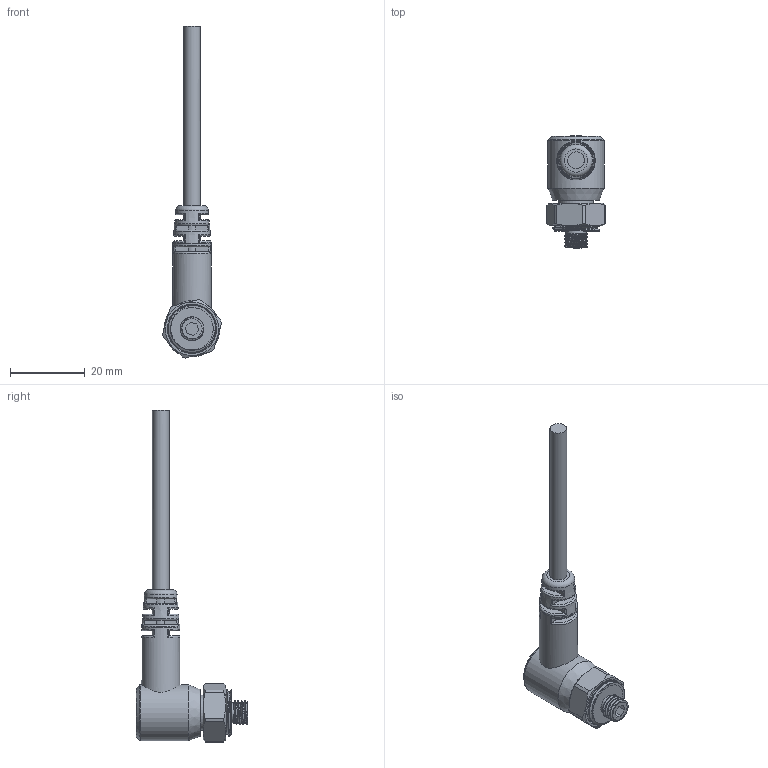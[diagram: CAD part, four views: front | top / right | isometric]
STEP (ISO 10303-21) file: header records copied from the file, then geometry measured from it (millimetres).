
FILE_DESCRIPTION(/* description */ (''),/* implementation_level */ '2;1');
FILE_NAME(/* name */ 'MCB360.stp',/* time_stamp */ '2023-02-16T11:32:13-05:00',/* author */ ('cthayer'),/* organization */ ('CONNECTION TECHNOLOGY CENTER'),/* preprocessor_version */ 'ST-DEVELOPER v19',/* originating_system */ 'Autodesk Inventor 2023',/* authorisation */ '');
FILE_SCHEMA (('AUTOMOTIVE_DESIGN { 1 0 10303 214 3 1 1 }'));
Length unit declared in the file: inch
Products named in the file (1): MCB360
Bounding box: 15.72 x 29.91 x 88.7 mm (x, y, z)
Volume: 6726.1 mm3; surface area: 4501.9 mm2
Topology: 1 solids, 1 shells, 167 faces, 484 edges, 323 vertices
Faces by surface type: plane 61, cylinder 40, torus 25, bspline 24, cone 17
Full cylindrical faces by diameter (mm): 4.445 x1, 4.496 x1, 5.368 x4, 6.35 x4, 9.398 x1, 9.677 x1, 10.287 x1, 11.303 x1, 11.325 x3, 12.446 x1, 12.7 x3, 14.986 x1
Entity records: 11284 total; most frequent: CARTESIAN_POINT 6916, ORIENTED_EDGE 968, DIRECTION 705, EDGE_CURVE 484, VERTEX_POINT 323, AXIS2_PLACEMENT_3D 291, B_SPLINE_CURVE_WITH_KNOTS 190, EDGE_LOOP 189
